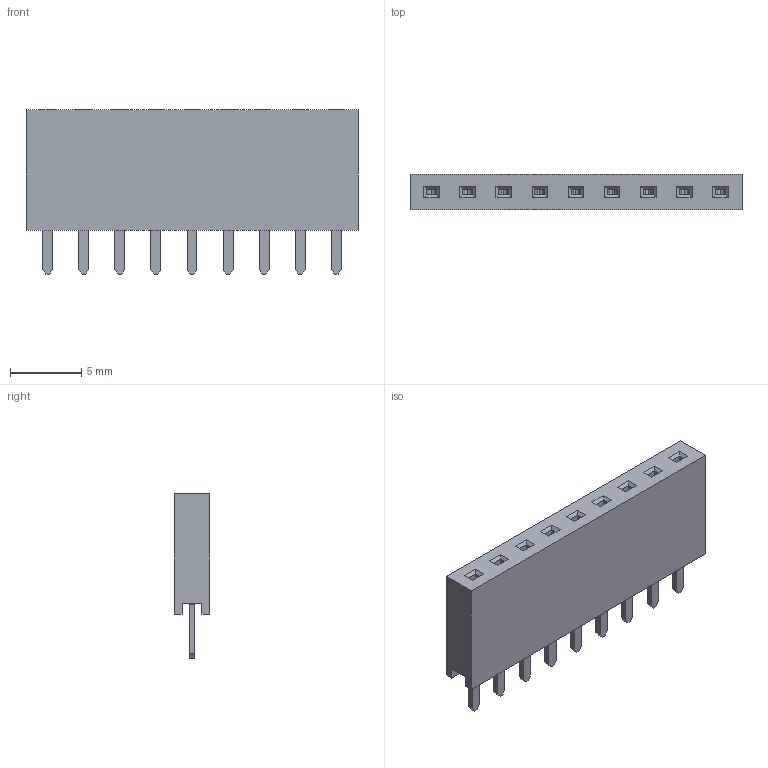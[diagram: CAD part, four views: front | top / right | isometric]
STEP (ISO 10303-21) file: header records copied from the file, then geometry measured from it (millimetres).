
FILE_DESCRIPTION(('FreeCAD Model'),'2;1');
FILE_NAME('Assem1_cp.step', '2019-03-21T13:51:45',('kicad StepUp'),('ksu MCAD'), 'Open CASCADE STEP processor 7.2','FreeCAD','Unknown');
FILE_SCHEMA(('AUTOMOTIVE_DESIGN { 1 0 10303 214 1 1 1 1 }'));
Length unit declared in the file: millimetre
Products named in the file (1): Assem1_cp
Bounding box: 23.36 x 2.5 x 11.6 mm (x, y, z)
Volume: 451.2 mm3; surface area: 1192.7 mm2
Topology: 10 solids, 10 shells, 343 faces, 933 edges, 610 vertices
Faces by surface type: plane 307, cylinder 18, extrusion 18
Entity records: 13205 total; most frequent: CARTESIAN_POINT 2157, ORIENTED_EDGE 1866, DIRECTION 1603, EDGE_CURVE 933, VECTOR 879, LINE 861, VERTEX_POINT 610, AXIS2_PLACEMENT_3D 362
